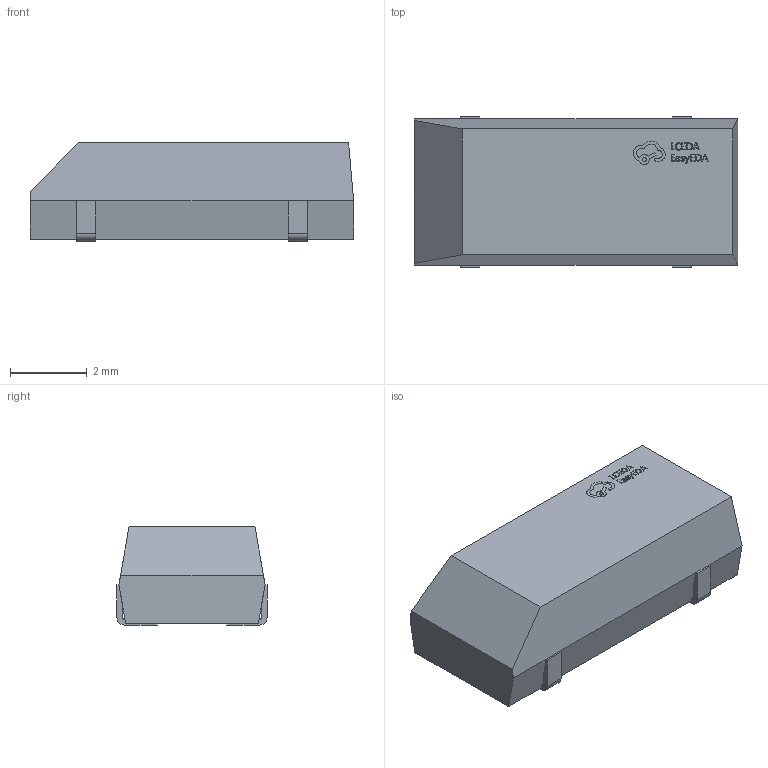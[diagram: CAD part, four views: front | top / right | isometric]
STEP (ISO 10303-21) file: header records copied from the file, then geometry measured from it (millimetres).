
FILE_DESCRIPTION (( 'STEP AP214' ), '1' );
FILE_NAME ('SOJ-4_L8.4-W3.8-P5.5-BL.step', '2022-08-03T12:39:00', ( '' ), ( '' ), 'SwSTEP 2.0', 'SolidWorks 2020', '' );
FILE_SCHEMA (( 'AUTOMOTIVE_DESIGN' ));
Length unit declared in the file: millimetre
Products named in the file (1): SOJ-4_L8.4-W3.8-P5.5-BL
Bounding box: 8.4 x 3.9 x 2.55 mm (x, y, z)
Volume: 72.3 mm3; surface area: 117.5 mm2
Topology: 14 solids, 14 shells, 340 faces, 929 edges, 616 vertices
Faces by surface type: plane 220, bspline 112, cylinder 8
Entity records: 15145 total; most frequent: CARTESIAN_POINT 3990, ORIENTED_EDGE 1858, DIRECTION 1175, EDGE_CURVE 929, LINE 685, VECTOR 685, VERTEX_POINT 616, EDGE_LOOP 359
